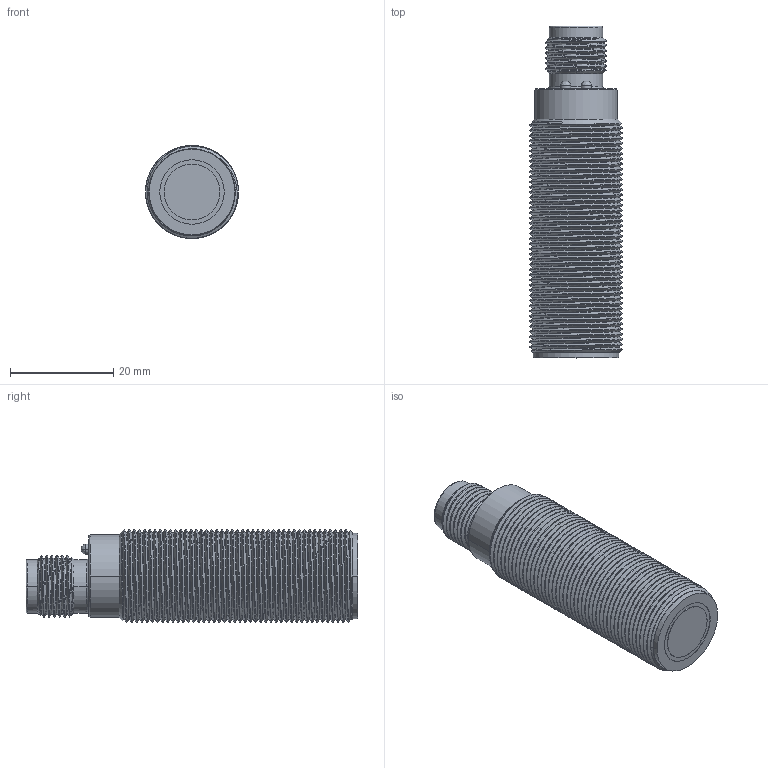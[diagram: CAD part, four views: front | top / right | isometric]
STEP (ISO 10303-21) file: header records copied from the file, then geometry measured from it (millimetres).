
FILE_DESCRIPTION(('STEP AP242'),'1');
FILE_NAME('xxs18b1pm12.stp','2021-09-28T19:29:50',('TraceParts'),('TraceParts S.A.'),'Spatial InterOp 3D',' ',' ');
FILE_SCHEMA(('AP242_MANAGED_MODEL_BASED_3D_ENGINEERING_MIM_LF {1 0 10303 442 1 1 4}'));
Length unit declared in the file: millimetre
Products named in the file (1): xxs18b1pm12
Bounding box: 18 x 64.35 x 18 mm (x, y, z)
Volume: 12797.6 mm3; surface area: 5989.7 mm2
Topology: 1 solids, 1 shells, 243 faces, 635 edges, 387 vertices
Faces by surface type: cylinder 127, bspline 49, cone 25, sphere 20, plane 14, torus 8
Entity records: 26091 total; most frequent: CARTESIAN_POINT 20916, ORIENTED_EDGE 1230, DIRECTION 816, EDGE_CURVE 615, VERTEX_POINT 387, AXIS2_PLACEMENT_3D 317, B_SPLINE_CURVE_WITH_KNOTS 311, EDGE_LOOP 256
